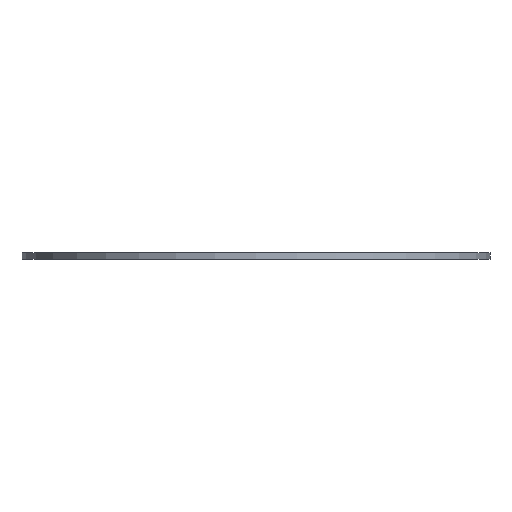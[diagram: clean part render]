
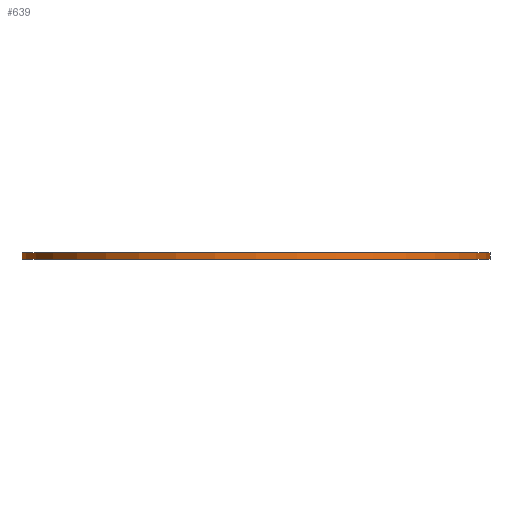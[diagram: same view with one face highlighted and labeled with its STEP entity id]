
A CAD part, front view. The second image highlights one B-rep face of the part: STEP entity #639.
In plain terms, the highlighted cylindrical face has radius 105 mm (diameter 210 mm), a full revolution.
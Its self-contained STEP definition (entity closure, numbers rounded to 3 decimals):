
#72=FACE_OUTER_BOUND('',#122,.T.);
#122=EDGE_LOOP('',(#584,#585,#586,#587));
#150=LINE('',#1163,#178);
#178=VECTOR('',#974,105.);
#181=CIRCLE('',#664,105.);
#221=CIRCLE('',#715,105.);
#248=VERTEX_POINT('',#986);
#287=VERTEX_POINT('',#1086);
#313=EDGE_CURVE('',#248,#248,#181,.T.);
#363=EDGE_CURVE('',#287,#287,#221,.T.);
#401=EDGE_CURVE('',#248,#287,#150,.T.);
#584=ORIENTED_EDGE('',*,*,#313,.F.);
#585=ORIENTED_EDGE('',*,*,#401,.T.);
#586=ORIENTED_EDGE('',*,*,#363,.F.);
#587=ORIENTED_EDGE('',*,*,#401,.F.);
#609=CYLINDRICAL_SURFACE('',#754,105.);
#639=ADVANCED_FACE('',(#72),#609,.T.);
#664=AXIS2_PLACEMENT_3D('',#987,#767,#768);
#715=AXIS2_PLACEMENT_3D('',#1087,#879,#880);
#754=AXIS2_PLACEMENT_3D('',#1162,#972,#973);
#767=DIRECTION('center_axis',(0.,0.,1.));
#768=DIRECTION('ref_axis',(-1.,0.,0.));
#879=DIRECTION('center_axis',(0.,0.,-1.));
#880=DIRECTION('ref_axis',(-1.,0.,0.));
#972=DIRECTION('center_axis',(0.,0.,1.));
#973=DIRECTION('ref_axis',(-1.,0.,0.));
#974=DIRECTION('',(0.,0.,-1.));
#986=CARTESIAN_POINT('',(105.,0.,1.5));
#987=CARTESIAN_POINT('Origin',(0.,0.,1.5));
#1086=CARTESIAN_POINT('',(105.,0.,-1.5));
#1087=CARTESIAN_POINT('Origin',(0.,0.,-1.5));
#1162=CARTESIAN_POINT('Origin',(0.,0.,0.));
#1163=CARTESIAN_POINT('',(105.,0.,0.));
